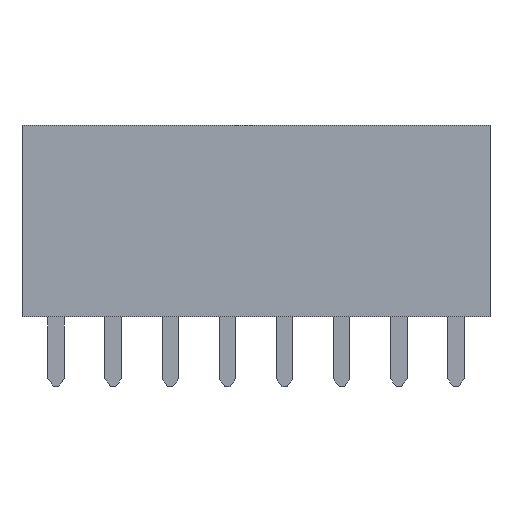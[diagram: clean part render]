
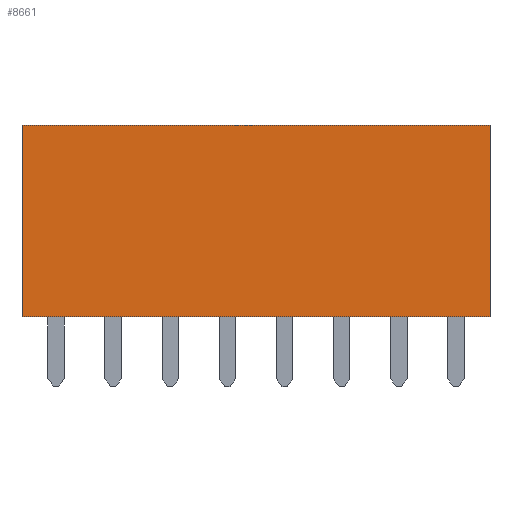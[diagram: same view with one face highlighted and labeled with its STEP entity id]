
A CAD part, front view. The second image highlights one B-rep face of the part: STEP entity #8661.
In plain terms, the highlighted planar face has unit normal (0, -1, 0).
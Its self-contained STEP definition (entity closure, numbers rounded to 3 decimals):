
#1420=ORIENTED_EDGE('',*,*,#2711,.T.);
#1421=ORIENTED_EDGE('',*,*,#2715,.T.);
#1422=ORIENTED_EDGE('',*,*,#2721,.T.);
#1423=ORIENTED_EDGE('',*,*,#2726,.T.);
#2711=EDGE_CURVE('',#3375,#3374,#4119,.T.);
#2715=EDGE_CURVE('',#3374,#3378,#4123,.T.);
#2721=EDGE_CURVE('',#3378,#3381,#4129,.T.);
#2726=EDGE_CURVE('',#3381,#3375,#4134,.T.);
#3374=VERTEX_POINT('',#12427);
#3375=VERTEX_POINT('',#12429);
#3378=VERTEX_POINT('',#12436);
#3381=VERTEX_POINT('',#12446);
#4119=LINE('',#12428,#4951);
#4123=LINE('',#12437,#4955);
#4129=LINE('',#12447,#4961);
#4134=LINE('',#12455,#4966);
#4951=VECTOR('',#10385,1000.);
#4955=VECTOR('',#10391,1000.);
#4961=VECTOR('',#10399,1000.);
#4966=VECTOR('',#10406,1000.);
#5287=EDGE_LOOP('',(#1420,#1421,#1422,#1423));
#5641=FACE_BOUND('',#5287,.T.);
#5987=PLANE('',#9038);
#8661=ADVANCED_FACE('',(#5641),#5987,.T.);
#9038=AXIS2_PLACEMENT_3D('',#12457,#10409,#10410);
#10385=DIRECTION('',(-1.,0.,0.));
#10391=DIRECTION('',(0.,0.,-1.));
#10399=DIRECTION('',(1.,0.,0.));
#10406=DIRECTION('',(0.,0.,1.));
#10409=DIRECTION('',(0.,-1.,0.));
#10410=DIRECTION('',(0.,0.,-1.));
#12427=CARTESIAN_POINT('',(-10.41,-1.25,4.25));
#12428=CARTESIAN_POINT('',(10.41,-1.25,4.25));
#12429=CARTESIAN_POINT('',(10.41,-1.25,4.25));
#12436=CARTESIAN_POINT('',(-10.41,-1.25,-4.25));
#12437=CARTESIAN_POINT('',(-10.41,-1.25,4.25));
#12446=CARTESIAN_POINT('',(10.41,-1.25,-4.25));
#12447=CARTESIAN_POINT('',(-10.41,-1.25,-4.25));
#12455=CARTESIAN_POINT('',(10.41,-1.25,-4.25));
#12457=CARTESIAN_POINT('',(0.,-1.25,0.));
